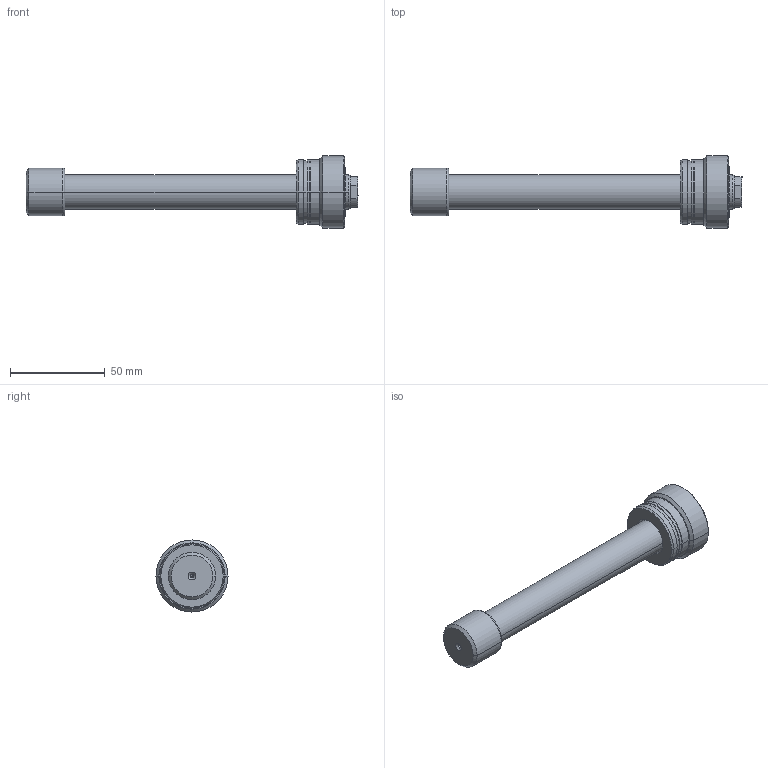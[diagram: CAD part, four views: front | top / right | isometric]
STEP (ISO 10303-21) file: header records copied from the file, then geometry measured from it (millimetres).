
FILE_DESCRIPTION (( 'STEP AP203' ), '1' );
FILE_NAME ('c443.STEP', '2025-05-27T04:47:01', ( '' ), ( '' ), 'SwSTEP 2.0', 'SolidWorks 2019', '' );
FILE_SCHEMA (( 'CONFIG_CONTROL_DESIGN' ));
Length unit declared in the file: millimetre
Products named in the file (3): V400CL_VC_X 7b40753a710ab6cdb86cc857390d5b36; c443; V400CL_PC_X 7b40753a710ab6cdb86cc857390d5b36
Assembly tree (2 placements, depth 2):
  c443
    V400CL_PC_X 7b40753a710ab6cdb86cc857390d5b36
    V400CL_VC_X 7b40753a710ab6cdb86cc857390d5b36
Bounding box: 175 x 38 x 38 mm (x, y, z)
Volume: 67812.2 mm3; surface area: 17661.1 mm2
Topology: 2 solids, 2 shells, 79 faces, 170 edges, 100 vertices
Faces by surface type: cylinder 30, cone 28, plane 19, torus 2
Entity records: 2433 total; most frequent: DIRECTION 418, CARTESIAN_POINT 374, ORIENTED_EDGE 332, AXIS2_PLACEMENT_3D 176, EDGE_CURVE 166, VERTEX_POINT 100, CIRCLE 92, EDGE_LOOP 90
